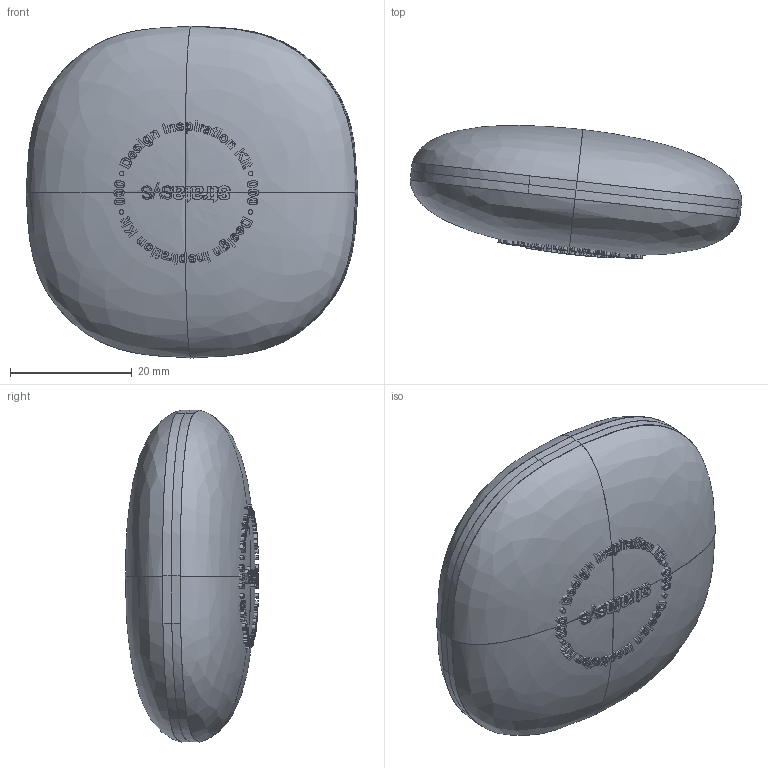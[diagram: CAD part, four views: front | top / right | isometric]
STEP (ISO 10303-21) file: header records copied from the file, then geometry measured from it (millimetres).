
FILE_DESCRIPTION(('FreeCAD Model'),'2;1');
FILE_NAME('Open CASCADE Shape Model','2025-05-04T08:57:38',('FreeCAD'),( 'FreeCAD'),'Open CASCADE STEP processor 7.6','FreeCAD','Unknown');
FILE_SCHEMA(('AUTOMOTIVE_DESIGN { 1 0 10303 214 1 1 1 1 }'));
Products named in the file (1): Open CASCADE STEP translator 7.6 1
Bounding box: 54.47 x 21.87 x 54.53 mm (x, y, z)
Surface area: 19663.5 mm2 (no closed solid volume)
Topology: 0 solids, 1153 shells, 1153 faces, 6375 edges, 6351 vertices
Faces by surface type: bspline 1153
Entity records: 96266 total; most frequent: CARTESIAN_POINT 63963, ORIENTED_EDGE 6351, EDGE_CURVE 6351, VERTEX_POINT 6351, B_SPLINE_CURVE_WITH_KNOTS 6209, FACE_BOUND 1230, EDGE_LOOP 1230, SHELL_BASED_SURFACE_MODEL 1153
